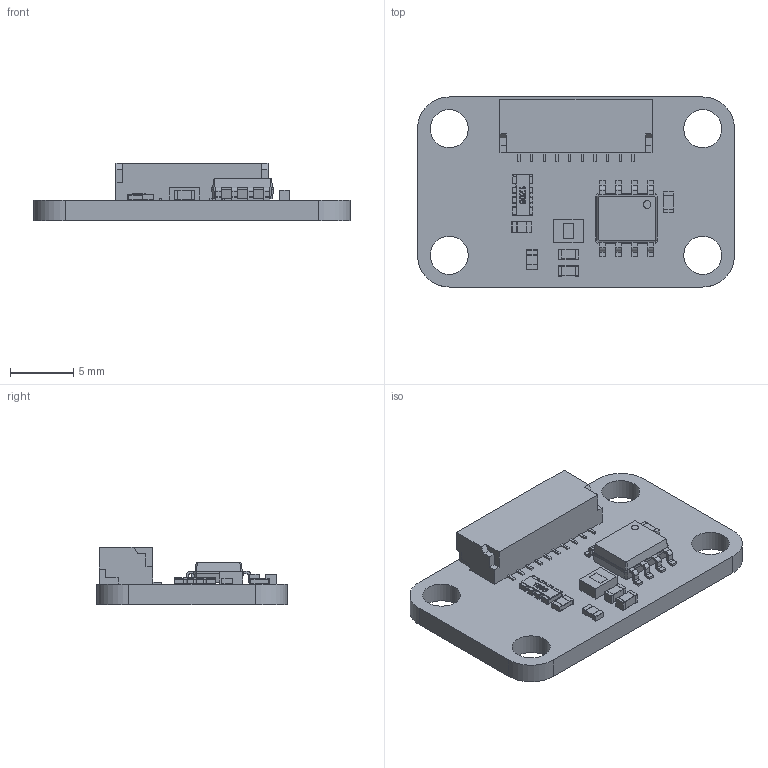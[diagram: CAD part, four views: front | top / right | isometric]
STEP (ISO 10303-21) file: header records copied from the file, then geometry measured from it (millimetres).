
FILE_DESCRIPTION(('FreeCAD Model'),'2;1');
FILE_NAME('uv-light.step', '2017-11-27T14:00:30',('kicad StepUp'),('ksu MCAD'), 'Open CASCADE STEP processor 6.8','FreeCAD','Unknown');
FILE_SCHEMA(('AUTOMOTIVE_DESIGN_CC2 { 1 2 10303 214 -1 1 5 4 }'));
Length unit declared in the file: millimetre
Products named in the file (10): Pcb; R_0603_; R_0603_001; C_0603_; C_0603_001; C_0603_002; R_4x0603_; soic_8_39x49_p127_; SM10B-SRSS_; VEML6070-UVlight_
Bounding box: 25 x 15 x 4.5 mm (x, y, z)
Volume: 668 mm3; surface area: 1322.5 mm2
Topology: 13 solids, 13 shells, 848 faces, 2309 edges, 1520 vertices
Faces by surface type: plane 571, bspline 170, cylinder 107
Full cylindrical faces by diameter (mm): 0.6 x1, 3 x4
Entity records: 32547 total; most frequent: CARTESIAN_POINT 6048, ORIENTED_EDGE 4618, DIRECTION 3573, EDGE_CURVE 2309, LINE 1787, VECTOR 1787, VERTEX_POINT 1520, AXIS2_PLACEMENT_3D 893
